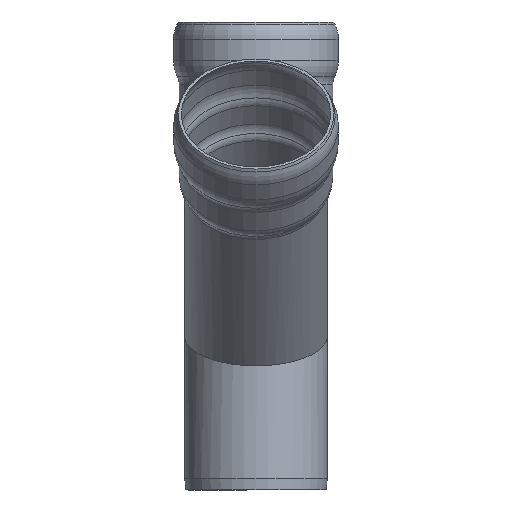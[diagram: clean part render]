
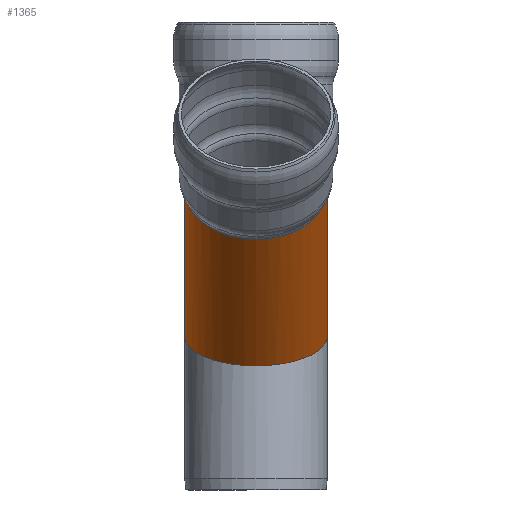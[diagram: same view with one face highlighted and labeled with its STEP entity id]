
A CAD part, left-side view. The second image highlights one B-rep face of the part: STEP entity #1365.
In plain terms, the highlighted cylindrical face has radius 510 mm (diameter 1020 mm), a full revolution.
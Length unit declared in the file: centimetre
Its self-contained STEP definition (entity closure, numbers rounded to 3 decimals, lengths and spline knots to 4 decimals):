
#148=CIRCLE('',#1560,51.);
#149=CIRCLE('',#1561,51.);
#200=B_SPLINE_CURVE_WITH_KNOTS('',3,(#2683,#2684,#2685,#2686,#2687,#2688,
#2689,#2690,#2691,#2692,#2693,#2694,#2695,#2696,#2697,#2698,#2699,#2700,
#2701,#2702),.UNSPECIFIED.,.F.,.F.,(4,2,2,2,2,2,2,2,2,4),(41.7291,
43.6193,45.5353,47.4199,49.3045,51.189,
53.0736,54.9601,56.8467,56.8515),
 .UNSPECIFIED.);
#202=B_SPLINE_CURVE_WITH_KNOTS('',3,(#2732,#2733,#2734,#2735,#2736,#2737,
#2738,#2739,#2740,#2741,#2742,#2743,#2744,#2745,#2746,#2747,#2748,#2749,
#2750,#2751),.UNSPECIFIED.,.F.,.F.,(4,2,2,2,2,2,2,2,2,4),(3.7683,
3.7731,5.6597,7.5462,9.4308,11.3153,
13.1999,15.0845,17.0005,18.8907),
 .UNSPECIFIED.);
#224=CYLINDRICAL_SURFACE('',#1559,51.);
#289=FACE_OUTER_BOUND('',#372,.T.);
#372=EDGE_LOOP('',(#1186,#1187,#1188,#1189,#1190,#1191,#1192,#1193,#1194));
#430=LINE('',#2774,#476);
#476=VECTOR('',#2002,51.);
#506=ELLIPSE('',#1550,55.1999,51.);
#507=ELLIPSE('',#1551,55.1999,51.);
#510=ELLIPSE('',#1556,133.2694,51.);
#610=VERTEX_POINT('',#2669);
#611=VERTEX_POINT('',#2670);
#612=VERTEX_POINT('',#2672);
#616=VERTEX_POINT('',#2682);
#618=VERTEX_POINT('',#2726);
#620=VERTEX_POINT('',#2773);
#621=VERTEX_POINT('',#2775);
#802=EDGE_CURVE('',#610,#611,#506,.T.);
#803=EDGE_CURVE('',#611,#612,#507,.T.);
#808=EDGE_CURVE('',#612,#616,#200,.T.);
#811=EDGE_CURVE('',#616,#618,#510,.T.);
#814=EDGE_CURVE('',#618,#610,#202,.T.);
#816=EDGE_CURVE('',#611,#620,#430,.T.);
#817=EDGE_CURVE('',#621,#620,#148,.T.);
#818=EDGE_CURVE('',#620,#621,#149,.T.);
#1186=ORIENTED_EDGE('',*,*,#811,.F.);
#1187=ORIENTED_EDGE('',*,*,#808,.F.);
#1188=ORIENTED_EDGE('',*,*,#803,.F.);
#1189=ORIENTED_EDGE('',*,*,#816,.T.);
#1190=ORIENTED_EDGE('',*,*,#817,.F.);
#1191=ORIENTED_EDGE('',*,*,#818,.F.);
#1192=ORIENTED_EDGE('',*,*,#816,.F.);
#1193=ORIENTED_EDGE('',*,*,#802,.F.);
#1194=ORIENTED_EDGE('',*,*,#814,.F.);
#1365=ADVANCED_FACE('',(#289),#224,.T.);
#1550=AXIS2_PLACEMENT_3D('',#2671,#1978,#1979);
#1551=AXIS2_PLACEMENT_3D('',#2673,#1980,#1981);
#1556=AXIS2_PLACEMENT_3D('',#2727,#1993,#1994);
#1559=AXIS2_PLACEMENT_3D('',#2772,#2000,#2001);
#1560=AXIS2_PLACEMENT_3D('',#2776,#2003,#2004);
#1561=AXIS2_PLACEMENT_3D('',#2777,#2005,#2006);
#1978=DIRECTION('center_axis',(0.383,0.,
-0.924));
#1979=DIRECTION('ref_axis',(0.924,0.,0.383));
#1980=DIRECTION('center_axis',(0.383,0.,
-0.924));
#1981=DIRECTION('ref_axis',(0.924,0.,0.383));
#1993=DIRECTION('center_axis',(0.924,0.,0.383));
#1994=DIRECTION('ref_axis',(-0.383,0.,0.924));
#2000=DIRECTION('center_axis',(-0.707,0.,
0.707));
#2001=DIRECTION('ref_axis',(0.707,0.,0.707));
#2002=DIRECTION('',(-0.707,0.,0.707));
#2003=DIRECTION('center_axis',(-0.707,0.,
0.707));
#2004=DIRECTION('ref_axis',(-0.707,0.,-0.707));
#2005=DIRECTION('center_axis',(-0.707,0.,
0.707));
#2006=DIRECTION('ref_axis',(-0.707,0.,-0.707));
#2669=CARTESIAN_POINT('',(-9.2376,-50.1563,106.1727));
#2670=CARTESIAN_POINT('',(-50.9962,0.,88.8713));
#2671=CARTESIAN_POINT('Origin',(0.,0.,110.));
#2672=CARTESIAN_POINT('',(-9.2376,50.1563,106.1727));
#2673=CARTESIAN_POINT('Origin',(0.,0.,110.));
#2682=CARTESIAN_POINT('',(-3.8265,50.8562,119.238));
#2683=CARTESIAN_POINT('Ctrl Pts',(-9.2376,50.1563,106.1727));
#2684=CARTESIAN_POINT('Ctrl Pts',(-8.6282,50.2686,106.4252));
#2685=CARTESIAN_POINT('Ctrl Pts',(-8.0428,50.3739,106.7392));
#2686=CARTESIAN_POINT('Ctrl Pts',(-6.9498,50.562,107.4714));
#2687=CARTESIAN_POINT('Ctrl Pts',(-6.4433,50.6442,107.891));
#2688=CARTESIAN_POINT('Ctrl Pts',(-5.5525,50.7787,108.7817));
#2689=CARTESIAN_POINT('Ctrl Pts',(-5.1371,50.8357,109.2813));
#2690=CARTESIAN_POINT('Ctrl Pts',(-4.4037,50.9243,110.3705));
#2691=CARTESIAN_POINT('Ctrl Pts',(-4.0858,50.9558,110.96));
#2692=CARTESIAN_POINT('Ctrl Pts',(-3.5747,50.9943,112.1906));
#2693=CARTESIAN_POINT('Ctrl Pts',(-3.381,51.0015,112.8327));
#2694=CARTESIAN_POINT('Ctrl Pts',(-3.1266,50.9981,114.1242));
#2695=CARTESIAN_POINT('Ctrl Pts',(-3.0659,50.9876,114.7737));
#2696=CARTESIAN_POINT('Ctrl Pts',(-3.0647,50.9588,116.0304));
#2697=CARTESIAN_POINT('Ctrl Pts',(-3.1243,50.9393,116.6805));
#2698=CARTESIAN_POINT('Ctrl Pts',(-3.3767,50.8976,117.9735));
#2699=CARTESIAN_POINT('Ctrl Pts',(-3.5695,50.8756,118.6166));
#2700=CARTESIAN_POINT('Ctrl Pts',(-3.8252,50.8563,119.2348));
#2701=CARTESIAN_POINT('Ctrl Pts',(-3.8258,50.8563,119.2364));
#2702=CARTESIAN_POINT('Ctrl Pts',(-3.8265,50.8562,119.238));
#2726=CARTESIAN_POINT('',(-3.8265,-50.8562,119.238));
#2727=CARTESIAN_POINT('Origin',(0.,0.,
110.));
#2732=CARTESIAN_POINT('Ctrl Pts',(-3.8265,-50.8562,119.238));
#2733=CARTESIAN_POINT('Ctrl Pts',(-3.8258,-50.8563,119.2364));
#2734=CARTESIAN_POINT('Ctrl Pts',(-3.8252,-50.8563,119.2348));
#2735=CARTESIAN_POINT('Ctrl Pts',(-3.5695,-50.8756,118.6166));
#2736=CARTESIAN_POINT('Ctrl Pts',(-3.3767,-50.8976,117.9735));
#2737=CARTESIAN_POINT('Ctrl Pts',(-3.1243,-50.9393,116.6805));
#2738=CARTESIAN_POINT('Ctrl Pts',(-3.0647,-50.9588,116.0304));
#2739=CARTESIAN_POINT('Ctrl Pts',(-3.0659,-50.9876,114.7737));
#2740=CARTESIAN_POINT('Ctrl Pts',(-3.1266,-50.9981,114.1242));
#2741=CARTESIAN_POINT('Ctrl Pts',(-3.381,-51.0015,112.8327));
#2742=CARTESIAN_POINT('Ctrl Pts',(-3.5747,-50.9943,112.1906));
#2743=CARTESIAN_POINT('Ctrl Pts',(-4.0858,-50.9558,110.96));
#2744=CARTESIAN_POINT('Ctrl Pts',(-4.4037,-50.9243,110.3705));
#2745=CARTESIAN_POINT('Ctrl Pts',(-5.1371,-50.8357,109.2813));
#2746=CARTESIAN_POINT('Ctrl Pts',(-5.5525,-50.7787,108.7817));
#2747=CARTESIAN_POINT('Ctrl Pts',(-6.4433,-50.6442,107.891));
#2748=CARTESIAN_POINT('Ctrl Pts',(-6.9498,-50.562,107.4714));
#2749=CARTESIAN_POINT('Ctrl Pts',(-8.0428,-50.3739,106.7392));
#2750=CARTESIAN_POINT('Ctrl Pts',(-8.6282,-50.2686,106.4252));
#2751=CARTESIAN_POINT('Ctrl Pts',(-9.2376,-50.1563,106.1727));
#2772=CARTESIAN_POINT('Origin',(-16.5741,0.,
126.5741));
#2773=CARTESIAN_POINT('',(-141.3973,0.,179.2724));
#2774=CARTESIAN_POINT('',(-52.6366,0.,90.5117));
#2775=CARTESIAN_POINT('',(-105.3349,-51.,215.3349));
#2776=CARTESIAN_POINT('Origin',(-105.3349,0.,
215.3349));
#2777=CARTESIAN_POINT('Origin',(-105.3349,0.,
215.3349));
